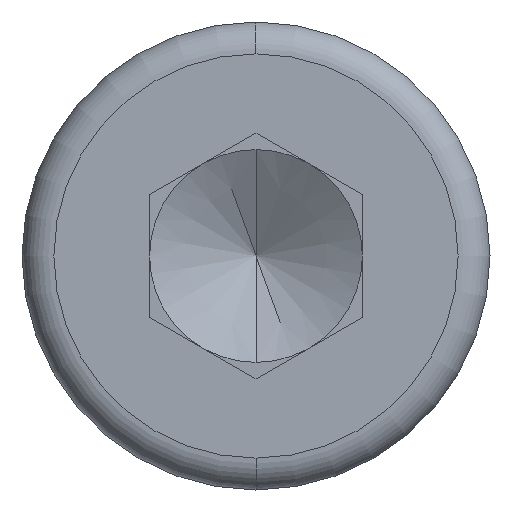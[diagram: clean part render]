
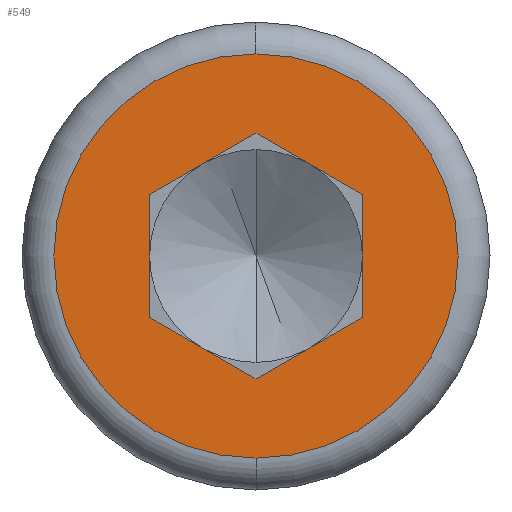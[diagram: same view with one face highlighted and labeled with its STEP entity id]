
A CAD part, left-side view. The second image highlights one B-rep face of the part: STEP entity #549.
In plain terms, the highlighted planar face has unit normal (-1, 0, 0).
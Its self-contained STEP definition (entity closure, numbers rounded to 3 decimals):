
#5 = EDGE_CURVE ( 'NONE', #691, #59, #613, .T. ) ;
#6 = LINE ( 'NONE', #190, #249 ) ;
#38 = DIRECTION ( 'NONE',  ( 0., 1., 0. ) ) ;
#46 = CARTESIAN_POINT ( 'NONE',  ( 0., -1.25, -0.722 ) ) ;
#55 = EDGE_CURVE ( 'NONE', #59, #691, #342, .T. ) ;
#59 = VERTEX_POINT ( 'NONE', #265 ) ;
#60 = LINE ( 'NONE', #232, #415 ) ;
#88 = EDGE_CURVE ( 'NONE', #117, #623, #256, .T. ) ;
#92 = EDGE_LOOP ( 'NONE', ( #245, #96 ) ) ;
#93 = AXIS2_PLACEMENT_3D ( 'NONE', #753, #223, #452 ) ;
#96 = ORIENTED_EDGE ( 'NONE', *, *, #5, .T. ) ;
#100 = DIRECTION ( 'NONE',  ( 0., 0., -1. ) ) ;
#102 = VERTEX_POINT ( 'NONE', #560 ) ;
#113 = ORIENTED_EDGE ( 'NONE', *, *, #658, .T. ) ;
#117 = VERTEX_POINT ( 'NONE', #499 ) ;
#159 = ORIENTED_EDGE ( 'NONE', *, *, #716, .T. ) ;
#167 = CARTESIAN_POINT ( 'NONE',  ( 0., 0., -1.443 ) ) ;
#176 = EDGE_CURVE ( 'NONE', #570, #117, #418, .T. ) ;
#181 = DIRECTION ( 'NONE',  ( 0., 0.866, -0.5 ) ) ;
#190 = CARTESIAN_POINT ( 'NONE',  ( 0., -1.25, 0.722 ) ) ;
#223 = DIRECTION ( 'NONE',  ( -1., 0., 0. ) ) ;
#232 = CARTESIAN_POINT ( 'NONE',  ( 0., -1.25, -0.722 ) ) ;
#243 = EDGE_CURVE ( 'NONE', #752, #544, #6, .T. ) ;
#245 = ORIENTED_EDGE ( 'NONE', *, *, #55, .T. ) ;
#249 = VECTOR ( 'NONE', #657, 1000. ) ;
#256 = LINE ( 'NONE', #556, #381 ) ;
#265 = CARTESIAN_POINT ( 'NONE',  ( 0., 0., -2.375 ) ) ;
#269 = CARTESIAN_POINT ( 'NONE',  ( 0., 0., 0. ) ) ;
#318 = PLANE ( 'NONE',  #526 ) ;
#322 = ORIENTED_EDGE ( 'NONE', *, *, #88, .T. ) ;
#339 = VECTOR ( 'NONE', #424, 1000. ) ;
#342 = CIRCLE ( 'NONE', #686, 2.375 ) ;
#350 = CARTESIAN_POINT ( 'NONE',  ( 0., 1.25, 0.722 ) ) ;
#367 = CARTESIAN_POINT ( 'NONE',  ( 0., -1.25, 0.722 ) ) ;
#368 = CARTESIAN_POINT ( 'NONE',  ( 0., 0., 2.375 ) ) ;
#371 = DIRECTION ( 'NONE',  ( 0., 0., 1. ) ) ;
#381 = VECTOR ( 'NONE', #371, 1000. ) ;
#383 = DIRECTION ( 'NONE',  ( 1., 0., 0. ) ) ;
#415 = VECTOR ( 'NONE', #181, 1000. ) ;
#418 = LINE ( 'NONE', #534, #579 ) ;
#424 = DIRECTION ( 'NONE',  ( 0., -0.866, 0.5 ) ) ;
#437 = EDGE_LOOP ( 'NONE', ( #476, #676, #322, #159, #113, #448 ) ) ;
#448 = ORIENTED_EDGE ( 'NONE', *, *, #243, .T. ) ;
#452 = DIRECTION ( 'NONE',  ( 0., 0., -1. ) ) ;
#460 = CARTESIAN_POINT ( 'NONE',  ( 0., 1.25, 0.722 ) ) ;
#473 = DIRECTION ( 'NONE',  ( 0., -0.866, -0.5 ) ) ;
#476 = ORIENTED_EDGE ( 'NONE', *, *, #632, .T. ) ;
#486 = LINE ( 'NONE', #460, #339 ) ;
#499 = CARTESIAN_POINT ( 'NONE',  ( 0., 1.25, -0.722 ) ) ;
#521 = LINE ( 'NONE', #734, #563 ) ;
#526 = AXIS2_PLACEMENT_3D ( 'NONE', #567, #383, #38 ) ;
#534 = CARTESIAN_POINT ( 'NONE',  ( 0., 0., -1.443 ) ) ;
#544 = VERTEX_POINT ( 'NONE', #46 ) ;
#549 = ADVANCED_FACE ( 'NONE', ( #625, #740 ), #318, .F. ) ;
#556 = CARTESIAN_POINT ( 'NONE',  ( 0., 1.25, -0.722 ) ) ;
#560 = CARTESIAN_POINT ( 'NONE',  ( 0., 0., 1.443 ) ) ;
#563 = VECTOR ( 'NONE', #473, 1000. ) ;
#567 = CARTESIAN_POINT ( 'NONE',  ( 0., 0., 0. ) ) ;
#570 = VERTEX_POINT ( 'NONE', #167 ) ;
#579 = VECTOR ( 'NONE', #599, 1000. ) ;
#599 = DIRECTION ( 'NONE',  ( 0., 0.866, 0.5 ) ) ;
#613 = CIRCLE ( 'NONE', #93, 2.375 ) ;
#623 = VERTEX_POINT ( 'NONE', #350 ) ;
#625 = FACE_BOUND ( 'NONE', #437, .T. ) ;
#632 = EDGE_CURVE ( 'NONE', #544, #570, #60, .T. ) ;
#657 = DIRECTION ( 'NONE',  ( 0., 0., -1. ) ) ;
#658 = EDGE_CURVE ( 'NONE', #102, #752, #521, .T. ) ;
#665 = DIRECTION ( 'NONE',  ( -1., 0., 0. ) ) ;
#676 = ORIENTED_EDGE ( 'NONE', *, *, #176, .T. ) ;
#686 = AXIS2_PLACEMENT_3D ( 'NONE', #269, #665, #100 ) ;
#691 = VERTEX_POINT ( 'NONE', #368 ) ;
#716 = EDGE_CURVE ( 'NONE', #623, #102, #486, .T. ) ;
#734 = CARTESIAN_POINT ( 'NONE',  ( 0., 0., 1.443 ) ) ;
#740 = FACE_OUTER_BOUND ( 'NONE', #92, .T. ) ;
#752 = VERTEX_POINT ( 'NONE', #367 ) ;
#753 = CARTESIAN_POINT ( 'NONE',  ( 0., 0., 0. ) ) ;
